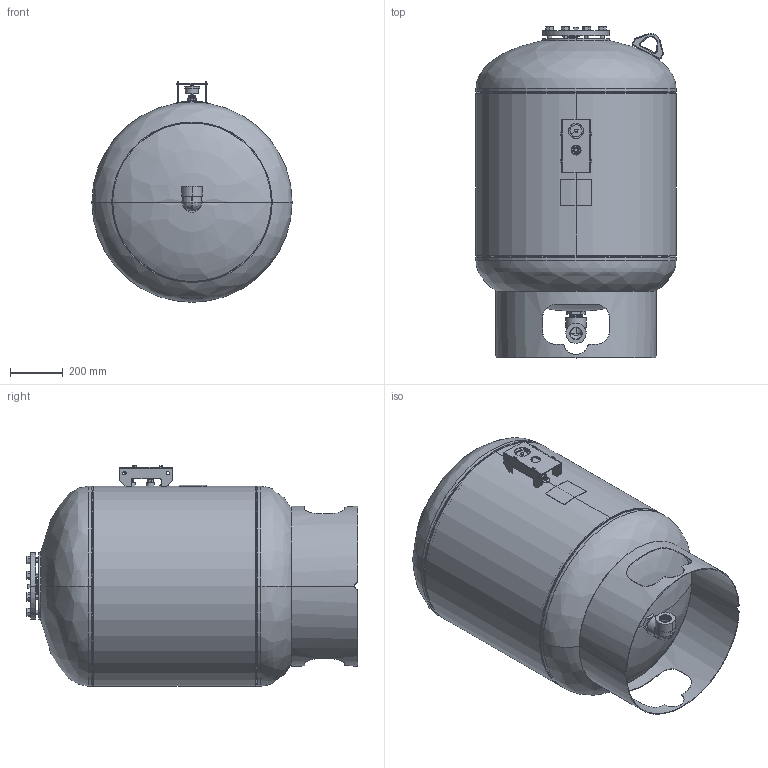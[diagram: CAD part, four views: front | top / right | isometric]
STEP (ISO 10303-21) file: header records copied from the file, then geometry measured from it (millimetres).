
FILE_DESCRIPTION (( 'STEP AP203' ), '1' );
FILE_NAME ('TXA-400.STEP', '2021-03-11T20:25:21', ( '' ), ( '' ), 'SwSTEP 2.0', 'SolidWorks 2021', '' );
FILE_SCHEMA (( 'CONFIG_CONTROL_DESIGN' ));
Length unit declared in the file: inch
Products named in the file (27): 9400578; 9600830_30" VERT; 9800620_HHNUT 0.6250-11-D-N; 99H2318_4788K418; 9421025; 9800477; 9800532; 99B0886; 99K0776; 9800562; 99K0777; 9200190; 9800448; 9500030; 9800445; 99C0344; 9500000; 9400506; 9400542; 9500010; PLUGS_9500140; 9800401_9800400; TXA-400; 9800460_03-34; 07200310_5081T17; 9400056
Assembly tree (42 placements, depth 3):
  TXA-400
    99B0886
    9200190
    9200190
    9500000
    9500010
    9500030
    9800460_03-34
    07200310_5081T17
    9800401_9800400
    PLUGS_9500140  x2
    9400056
    99C0344
    9800532  x8
    9800620_HHNUT 0.6250-11-D-N  x8
    9800477
    9400542
    9400506
    9400578
      9800445
      9800448
      99H2318_4788K418
    9800562
    9421025
    99K0776  x2
    99K0777
    9600830_30" VERT
Bounding box: 762.36 x 1263.6 x 839.93 mm (x, y, z)
Volume: 15769700 mm3; surface area: 7051842.6 mm2
Topology: 44 solids, 44 shells, 1645 faces, 3821 edges, 2257 vertices
Faces by surface type: cone 604, cylinder 587, plane 327, torus 74, bspline 45, sphere 8
Full cylindrical faces by diameter (mm): 604.52 x1, 609.6 x1
Entity records: 62260 total; most frequent: CARTESIAN_POINT 27533, DIRECTION 6677, ORIENTED_EDGE 6418, EDGE_CURVE 3209, AXIS2_PLACEMENT_3D 2667, VERTEX_POINT 1903, EDGE_LOOP 1598, ADVANCED_FACE 1372
